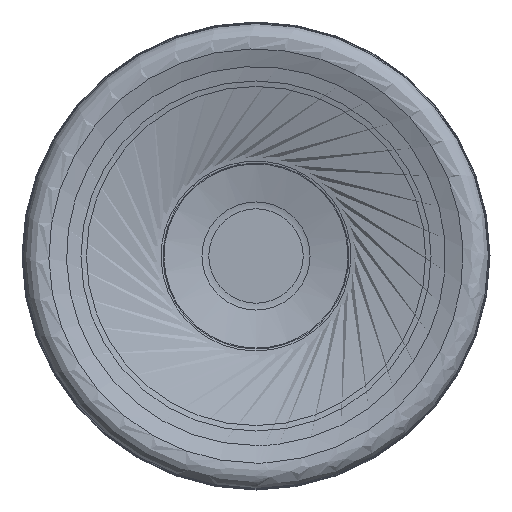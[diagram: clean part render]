
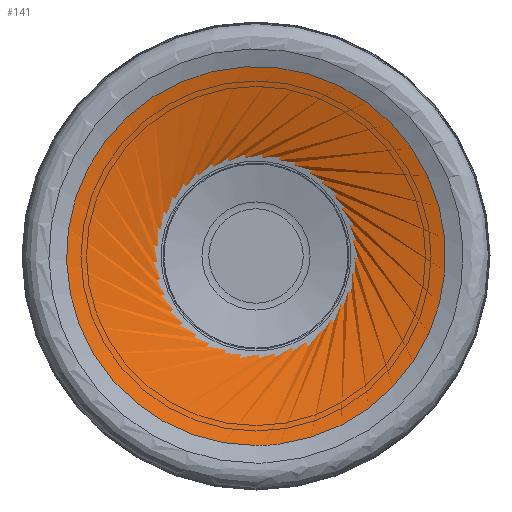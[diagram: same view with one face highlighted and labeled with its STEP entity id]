
A CAD part, left-side view. The second image highlights one B-rep face of the part: STEP entity #141.
In plain terms, the highlighted face is a revolution surface.
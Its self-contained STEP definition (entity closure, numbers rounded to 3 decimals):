
#49=SURFACE_OF_REVOLUTION('',#71,#65);
#65=AXIS1_PLACEMENT('',#711,#585);
#71=LINE('',#710,#77);
#77=VECTOR('',#584,4.763);
#141=ADVANCED_FACE('',(#202,#203),#49,.T.);
#202=FACE_BOUND('',#262,.T.);
#203=FACE_BOUND('',#263,.T.);
#262=EDGE_LOOP('',(#322));
#263=EDGE_LOOP('',(#323));
#322=ORIENTED_EDGE('',*,*,#369,.F.);
#323=ORIENTED_EDGE('',*,*,#383,.T.);
#339=VERTEX_POINT('',#633);
#353=VERTEX_POINT('',#707);
#369=EDGE_CURVE('',#339,#339,#399,.T.);
#383=EDGE_CURVE('',#353,#353,#413,.T.);
#399=CIRCLE('',#445,6.489);
#413=CIRCLE('',#462,3.25);
#445=AXIS2_PLACEMENT_3D('',#632,#526,#527);
#462=AXIS2_PLACEMENT_3D('',#706,#579,#580);
#526=DIRECTION('',(1.,0.,0.));
#527=DIRECTION('',(0.,0.,-1.));
#579=DIRECTION('',(1.,0.,0.));
#580=DIRECTION('',(0.,0.,-1.));
#584=DIRECTION('',(-0.253,-0.899,-0.358));
#585=DIRECTION('',(1.,0.,0.));
#632=CARTESIAN_POINT('',(0.313,0.,0.));
#633=CARTESIAN_POINT('',(0.313,0.,-6.489));
#706=CARTESIAN_POINT('',(1.516,0.,0.));
#707=CARTESIAN_POINT('',(1.516,0.,-3.25));
#710=CARTESIAN_POINT('',(1.516,-2.168,2.422));
#711=CARTESIAN_POINT('',(23.157,0.,0.));
